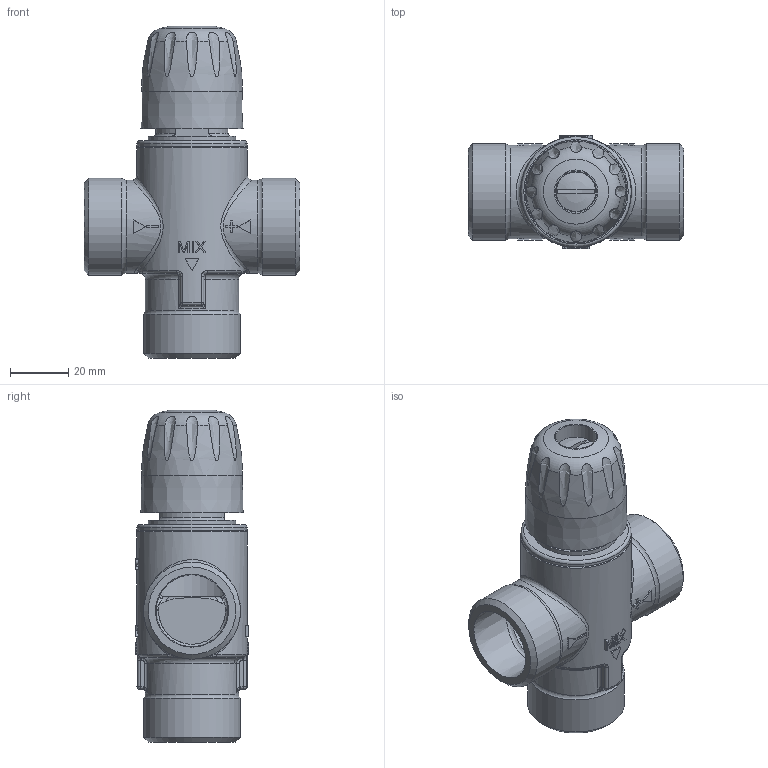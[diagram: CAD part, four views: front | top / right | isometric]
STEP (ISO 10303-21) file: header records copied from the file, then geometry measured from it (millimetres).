
FILE_DESCRIPTION( ( 'Unknown' ), '1' );
FILE_NAME( '252.6023.104.stp', 'Unknown', ( 'Unknown' ), ( 'Unknown' ), 'PSStep 14.0', 'Unknown', ' ' );
FILE_SCHEMA( ( 'AUTOMOTIVE_DESIGN { 1 0 10303 214 1 1 1 1 }' ) );
Length unit declared in the file: millimetre
Products named in the file (5): Assem1; 3-5002c; 4-4995b; 2-4073i; 3-4072i
Assembly tree (4 placements, depth 2):
  Assem1
    3-5002c
    4-4995b
    2-4073i
    3-4072i
Bounding box: 74 x 39 x 113.8 mm (x, y, z)
Volume: 65821.2 mm3; surface area: 38569.8 mm2
Topology: 4 solids, 4 shells, 457 faces, 1173 edges, 737 vertices
Faces by surface type: plane 214, cylinder 84, torus 54, bspline 46, extrusion 35, cone 18, sphere 6
Full cylindrical faces by diameter (mm): 5.7 x1, 8 x2, 13.5 x1, 14 x1, 14.917 x1, 18 x1, 18.5 x1, 24.5 x1, 25 x1, 25.2 x1, 25.5 x1, 29 x1, 30 x2, 30.376 x1, 30.4 x1, 32 x4, 32.8 x2, 33 x1, 33.249 x3, 37.8 x1, 38 x1
Entity records: 23804 total; most frequent: CARTESIAN_POINT 9951, ORIENTED_EDGE 2102, DIRECTION 1949, EDGE_CURVE 1051, AXIS2_PLACEMENT_3D 736, VERTEX_POINT 704, EDGE_LOOP 569, FACE_OUTER_BOUND 506
